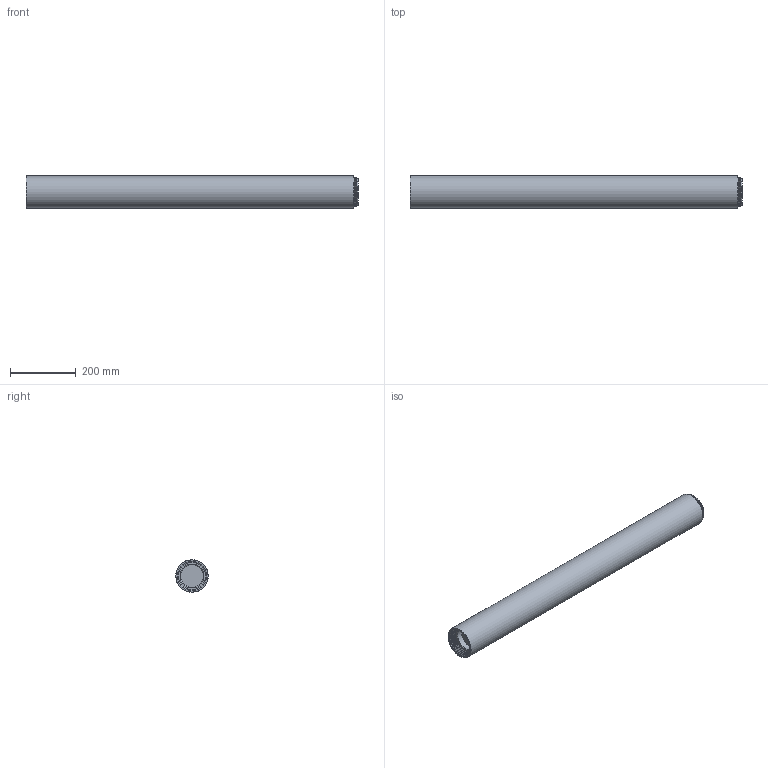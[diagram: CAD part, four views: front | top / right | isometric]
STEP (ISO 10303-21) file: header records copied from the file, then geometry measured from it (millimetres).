
FILE_DESCRIPTION (( 'STEP AP203' ), '1' );
FILE_NAME ('234-1000.STEP', '2012-11-20T13:36:00', ( 'Eric' ), ( '' ), 'SwSTEP 2.0', 'SolidWorks 2012', '' );
FILE_SCHEMA (( 'CONFIG_CONTROL_DESIGN' ));
Length unit declared in the file: inch
Products named in the file (1): 234-1000
Bounding box: 1012.61 x 99.52 x 99.52 mm (x, y, z)
Volume: 7634611.4 mm3; surface area: 351850.3 mm2
Topology: 1 solids, 1 shells, 36 faces, 65 edges, 36 vertices
Faces by surface type: cone 23, plane 7, cylinder 6
Full cylindrical faces by diameter (mm): 69.85 x1, 83.401 x2, 88.9 x2, 99.568 x1
Entity records: 793 total; most frequent: DIRECTION 144, CARTESIAN_POINT 107, AXIS2_PLACEMENT_3D 72, ORIENTED_EDGE 70, EDGE_LOOP 70, FACE_OUTER_BOUND 42, ADVANCED_FACE 36, CIRCLE 35
